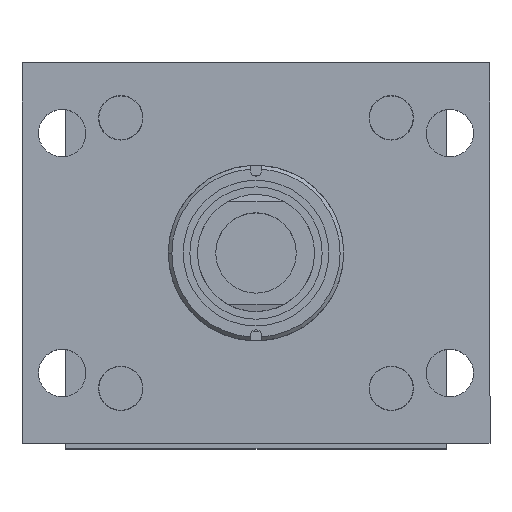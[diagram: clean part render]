
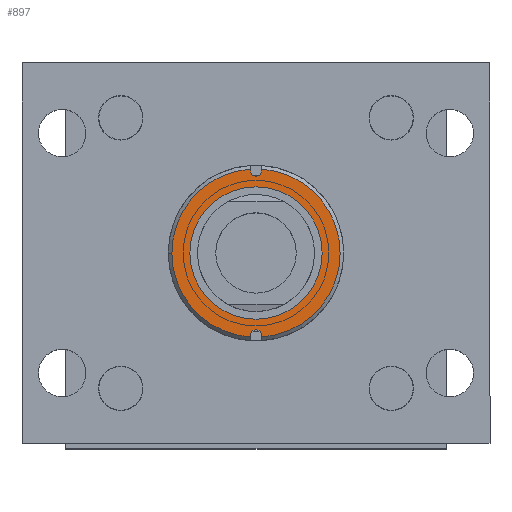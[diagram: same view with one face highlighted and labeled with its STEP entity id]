
A CAD part, top view. The second image highlights one B-rep face of the part: STEP entity #897.
In plain terms, the highlighted planar face has unit normal (0, 0, 1).
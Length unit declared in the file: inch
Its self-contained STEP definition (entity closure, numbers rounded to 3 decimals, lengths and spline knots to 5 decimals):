
#86 = LINE ( 'NONE', #6418, #477 ) ;
#106 = EDGE_CURVE ( 'NONE', #6026, #2581, #9089, .T. ) ;
#254 = CARTESIAN_POINT ( 'NONE',  ( 19.2471, 42.4197, -2.93519 ) ) ;
#477 = VECTOR ( 'NONE', #7213, 39.37008 ) ;
#897 = ADVANCED_FACE ( 'NONE', ( #1395, #5264 ), #4248, .T. ) ;
#1043 = CARTESIAN_POINT ( 'NONE',  ( 19.2471, 43.55073, -2.93519 ) ) ;
#1207 = CIRCLE ( 'NONE', #9444, 0.094 ) ;
#1395 = FACE_BOUND ( 'NONE', #4921, .T. ) ;
#1398 = DIRECTION ( 'NONE',  ( 0., 0., -1. ) ) ;
#1758 = DIRECTION ( 'NONE',  ( 0., 0., -1. ) ) ;
#1855 = DIRECTION ( 'NONE',  ( 1., 0., 0. ) ) ;
#1860 = DIRECTION ( 'NONE',  ( -1., 0., 0. ) ) ;
#1861 = CIRCLE ( 'NONE', #6301, 1.438 ) ;
#1870 = CIRCLE ( 'NONE', #5618, 0.094 ) ;
#2114 = EDGE_CURVE ( 'NONE', #3783, #2581, #2274, .T. ) ;
#2146 = CIRCLE ( 'NONE', #6916, 1.13104 ) ;
#2261 = DIRECTION ( 'NONE',  ( 0., -1., 0. ) ) ;
#2266 = AXIS2_PLACEMENT_3D ( 'NONE', #1043, #7416, #1855 ) ;
#2274 = CIRCLE ( 'NONE', #6982, 1.438 ) ;
#2400 = DIRECTION ( 'NONE',  ( 1., 0., 0. ) ) ;
#2416 = EDGE_CURVE ( 'NONE', #8588, #4918, #3009, .T. ) ;
#2531 = CARTESIAN_POINT ( 'NONE',  ( 20.37814, 42.4197, -2.93519 ) ) ;
#2581 = VERTEX_POINT ( 'NONE', #9721 ) ;
#2589 = CARTESIAN_POINT ( 'NONE',  ( 19.2471, 42.4197, -2.93519 ) ) ;
#2982 = EDGE_CURVE ( 'NONE', #8588, #4064, #1870, .T. ) ;
#2983 = EDGE_CURVE ( 'NONE', #4064, #6352, #86, .T. ) ;
#3009 = LINE ( 'NONE', #10211, #3129 ) ;
#3016 = CARTESIAN_POINT ( 'NONE',  ( 19.3411, 43.8257, -2.93519 ) ) ;
#3056 = EDGE_CURVE ( 'NONE', #9475, #6544, #2146, .T. ) ;
#3129 = VECTOR ( 'NONE', #2261, 39.37008 ) ;
#3169 = DIRECTION ( 'NONE',  ( 0., 0., -1. ) ) ;
#3239 = DIRECTION ( 'NONE',  ( 0., 1., 0. ) ) ;
#3521 = ORIENTED_EDGE ( 'NONE', *, *, #3056, .T. ) ;
#3682 = EDGE_CURVE ( 'NONE', #8140, #4918, #1861, .T. ) ;
#3745 = CARTESIAN_POINT ( 'NONE',  ( 19.2471, 42.4197, -2.93519 ) ) ;
#3752 = AXIS2_PLACEMENT_3D ( 'NONE', #3745, #1398, #5280 ) ;
#3783 = VERTEX_POINT ( 'NONE', #6152 ) ;
#4063 = CIRCLE ( 'NONE', #3752, 1.13104 ) ;
#4064 = VERTEX_POINT ( 'NONE', #10433 ) ;
#4141 = ORIENTED_EDGE ( 'NONE', *, *, #8315, .T. ) ;
#4203 = CARTESIAN_POINT ( 'NONE',  ( 19.2471, 42.4197, -2.93519 ) ) ;
#4248 = PLANE ( 'NONE',  #2266 ) ;
#4459 = ORIENTED_EDGE ( 'NONE', *, *, #7139, .F. ) ;
#4566 = CARTESIAN_POINT ( 'NONE',  ( 19.1531, 43.55073, -2.93519 ) ) ;
#4898 = DIRECTION ( 'NONE',  ( 0., 0., 1. ) ) ;
#4918 = VERTEX_POINT ( 'NONE', #9459 ) ;
#4921 = EDGE_LOOP ( 'NONE', ( #3521, #4141 ) ) ;
#4980 = CARTESIAN_POINT ( 'NONE',  ( 18.11607, 42.4197, -2.93519 ) ) ;
#4989 = DIRECTION ( 'NONE',  ( 0., 0., -1. ) ) ;
#5001 = DIRECTION ( 'NONE',  ( -1., 0., 0. ) ) ;
#5102 = ORIENTED_EDGE ( 'NONE', *, *, #106, .T. ) ;
#5248 = DIRECTION ( 'NONE',  ( 1., 0., 0. ) ) ;
#5264 = FACE_OUTER_BOUND ( 'NONE', #7900, .T. ) ;
#5280 = DIRECTION ( 'NONE',  ( -1., 0., 0. ) ) ;
#5618 = AXIS2_PLACEMENT_3D ( 'NONE', #5705, #4898, #2400 ) ;
#5705 = CARTESIAN_POINT ( 'NONE',  ( 19.2471, 41.0137, -2.93519 ) ) ;
#6026 = VERTEX_POINT ( 'NONE', #7069 ) ;
#6152 = CARTESIAN_POINT ( 'NONE',  ( 17.8091, 42.4197, -2.93519 ) ) ;
#6211 = CIRCLE ( 'NONE', #8418, 1.438 ) ;
#6301 = AXIS2_PLACEMENT_3D ( 'NONE', #254, #1758, #1860 ) ;
#6352 = VERTEX_POINT ( 'NONE', #7254 ) ;
#6418 = CARTESIAN_POINT ( 'NONE',  ( 19.1531, 43.55073, -2.93519 ) ) ;
#6433 = CARTESIAN_POINT ( 'NONE',  ( 19.3411, 41.0137, -2.93519 ) ) ;
#6486 = LINE ( 'NONE', #7253, #9035 ) ;
#6544 = VERTEX_POINT ( 'NONE', #2531 ) ;
#6763 = CARTESIAN_POINT ( 'NONE',  ( 19.3411, 43.85462, -2.93519 ) ) ;
#6839 = ORIENTED_EDGE ( 'NONE', *, *, #3682, .F. ) ;
#6916 = AXIS2_PLACEMENT_3D ( 'NONE', #7285, #3169, #8111 ) ;
#6982 = AXIS2_PLACEMENT_3D ( 'NONE', #4203, #9869, #5001 ) ;
#7069 = CARTESIAN_POINT ( 'NONE',  ( 19.1531, 43.8257, -2.93519 ) ) ;
#7139 = EDGE_CURVE ( 'NONE', #6026, #7821, #1207, .T. ) ;
#7213 = DIRECTION ( 'NONE',  ( 0., -1., 0. ) ) ;
#7253 = CARTESIAN_POINT ( 'NONE',  ( 19.3411, 43.55073, -2.93519 ) ) ;
#7254 = CARTESIAN_POINT ( 'NONE',  ( 19.1531, 40.98477, -2.93519 ) ) ;
#7276 = ORIENTED_EDGE ( 'NONE', *, *, #2416, .T. ) ;
#7285 = CARTESIAN_POINT ( 'NONE',  ( 19.2471, 42.4197, -2.93519 ) ) ;
#7356 = ORIENTED_EDGE ( 'NONE', *, *, #2983, .F. ) ;
#7416 = DIRECTION ( 'NONE',  ( 0., 0., 1. ) ) ;
#7446 = VECTOR ( 'NONE', #10121, 39.37008 ) ;
#7632 = CARTESIAN_POINT ( 'NONE',  ( 19.2471, 43.8257, -2.93519 ) ) ;
#7821 = VERTEX_POINT ( 'NONE', #3016 ) ;
#7900 = EDGE_LOOP ( 'NONE', ( #8735, #7276, #6839, #10410, #4459, #5102, #9402, #8340, #7356 ) ) ;
#8018 = EDGE_CURVE ( 'NONE', #6352, #3783, #6211, .T. ) ;
#8111 = DIRECTION ( 'NONE',  ( -1., 0., 0. ) ) ;
#8140 = VERTEX_POINT ( 'NONE', #6763 ) ;
#8315 = EDGE_CURVE ( 'NONE', #6544, #9475, #4063, .T. ) ;
#8340 = ORIENTED_EDGE ( 'NONE', *, *, #8018, .F. ) ;
#8418 = AXIS2_PLACEMENT_3D ( 'NONE', #2589, #4989, #9787 ) ;
#8588 = VERTEX_POINT ( 'NONE', #6433 ) ;
#8735 = ORIENTED_EDGE ( 'NONE', *, *, #2982, .F. ) ;
#9035 = VECTOR ( 'NONE', #3239, 39.37008 ) ;
#9089 = LINE ( 'NONE', #4566, #7446 ) ;
#9402 = ORIENTED_EDGE ( 'NONE', *, *, #2114, .F. ) ;
#9444 = AXIS2_PLACEMENT_3D ( 'NONE', #7632, #9959, #5248 ) ;
#9459 = CARTESIAN_POINT ( 'NONE',  ( 19.3411, 40.98477, -2.93519 ) ) ;
#9475 = VERTEX_POINT ( 'NONE', #4980 ) ;
#9721 = CARTESIAN_POINT ( 'NONE',  ( 19.1531, 43.85462, -2.93519 ) ) ;
#9787 = DIRECTION ( 'NONE',  ( -1., 0., 0. ) ) ;
#9869 = DIRECTION ( 'NONE',  ( 0., 0., -1. ) ) ;
#9959 = DIRECTION ( 'NONE',  ( 0., 0., 1. ) ) ;
#9994 = EDGE_CURVE ( 'NONE', #7821, #8140, #6486, .T. ) ;
#10121 = DIRECTION ( 'NONE',  ( 0., 1., 0. ) ) ;
#10211 = CARTESIAN_POINT ( 'NONE',  ( 19.3411, 43.55073, -2.93519 ) ) ;
#10410 = ORIENTED_EDGE ( 'NONE', *, *, #9994, .F. ) ;
#10433 = CARTESIAN_POINT ( 'NONE',  ( 19.1531, 41.0137, -2.93519 ) ) ;
